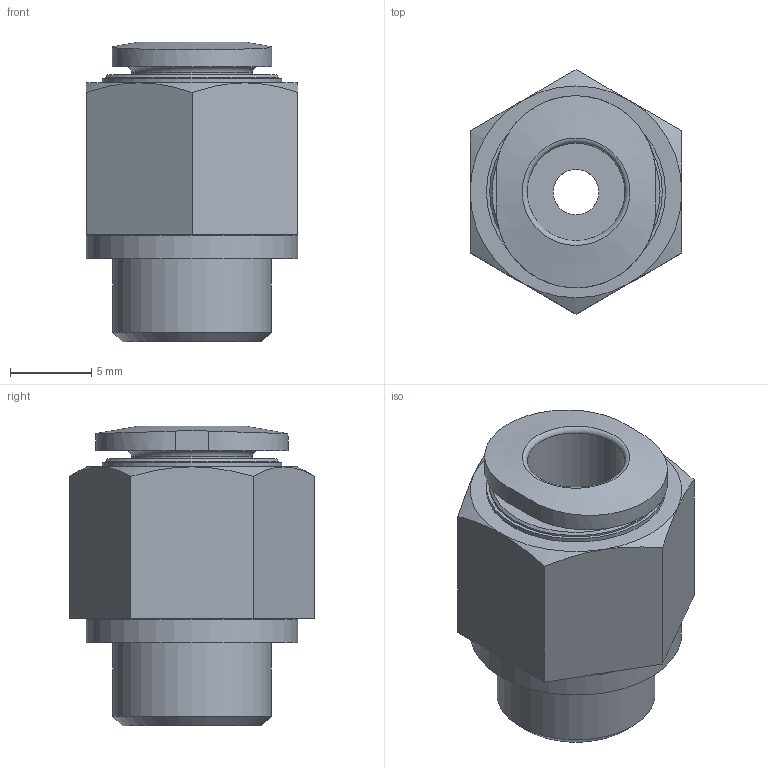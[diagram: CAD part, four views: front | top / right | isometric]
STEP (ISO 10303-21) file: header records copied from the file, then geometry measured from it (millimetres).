
FILE_DESCRIPTION(/* description */ ('STEP AP214'),/* implementation_level */ '2;1');
FILE_NAME(/* name */ '186265_QSM-G1_8-6',/* time_stamp */ '2024-09-10T18:19:22+02:00',/* author */ ('License CC BY-ND 4.0'),/* organization */ ('CADENAS'),/* preprocessor_version */ 'ST-DEVELOPER v19.3',/* originating_system */ 'PARTsolutions',/* authorisation */ ' ');
FILE_SCHEMA (('AUTOMOTIVE_DESIGN {1 0 10303 214 3 1 1}'));
Length unit declared in the file: millimetre
Products named in the file (1): 186265 QSM-G1/8-6
Bounding box: 13 x 15.01 x 18.4 mm (x, y, z)
Volume: 1748.5 mm3; surface area: 1344.5 mm2
Topology: 1 solids, 1 shells, 44 faces, 92 edges, 55 vertices
Faces by surface type: plane 21, cone 12, cylinder 9, torus 2
Full cylindrical faces by diameter (mm): 2.8 x1, 6 x1, 7.4 x1, 9.728 x1, 10.6 x1, 11 x1, 13 x1
Entity records: 1415 total; most frequent: CARTESIAN_POINT 225, DIRECTION 182, ORIENTED_EDGE 148, AXIS2_PLACEMENT_3D 79, EDGE_CURVE 74, EDGE_LOOP 66, FACE_BOUND 66, VERTEX_POINT 52
